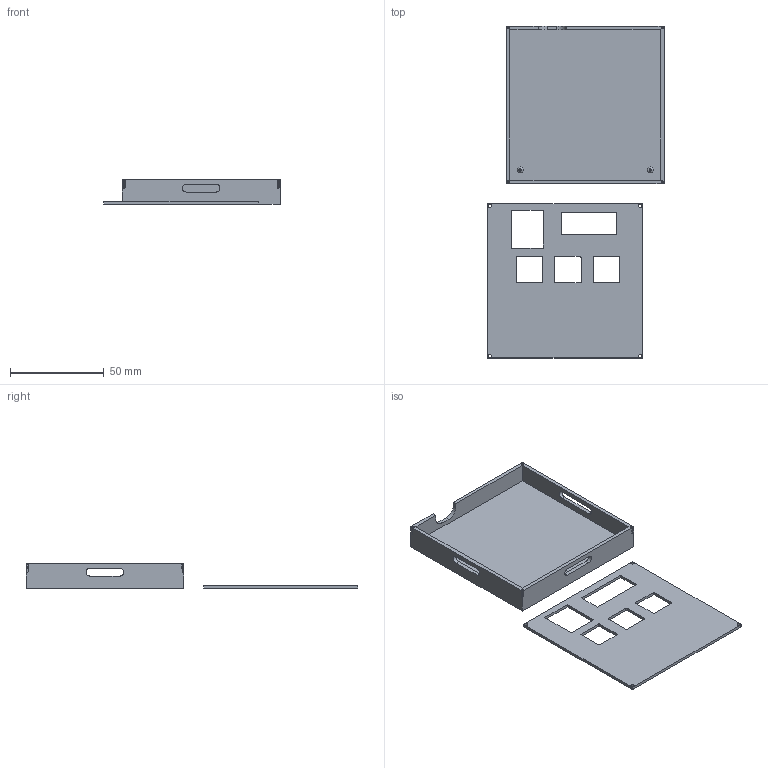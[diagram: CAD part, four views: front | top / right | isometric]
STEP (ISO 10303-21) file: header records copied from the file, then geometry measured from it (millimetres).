
FILE_DESCRIPTION(/* description */ (''),/* implementation_level */ '2;1');
FILE_NAME(/* name */ 'BeanPad Base Bottom.step',/* time_stamp */ '2025-06-13T23:19:45-04:00',/* author */ (''),/* organization */ (''),/* preprocessor_version */ 'ST-DEVELOPER v20.1',/* originating_system */ 'Autodesk Translation Framework v14.4.0.0',/* authorisation */ '');
FILE_SCHEMA (('AUTOMOTIVE_DESIGN { 1 0 10303 214 3 1 1 }'));
Length unit declared in the file: millimetre
Products named in the file (2): BeanPad; BeanPad_1
Assembly tree (1 placements, depth 2):
  BeanPad
    BeanPad_1
Bounding box: 93.7 x 176.65 x 13 mm (x, y, z)
Volume: 35129.8 mm3; surface area: 33544.2 mm2
Topology: 2 solids, 2 shells, 628 faces, 1767 edges, 1178 vertices
Faces by surface type: bspline 283, cylinder 178, plane 167
Full cylindrical faces by diameter (mm): 0.969 x28, 1.253 x10, 1.254 x10, 1.8 x4, 3.2 x2
Entity records: 31523 total; most frequent: CARTESIAN_POINT 17677, ORIENTED_EDGE 3534, EDGE_CURVE 1767, DIRECTION 1671, VERTEX_POINT 1178, B_SPLINE_CURVE_WITH_KNOTS 866, LINE 827, VECTOR 827
